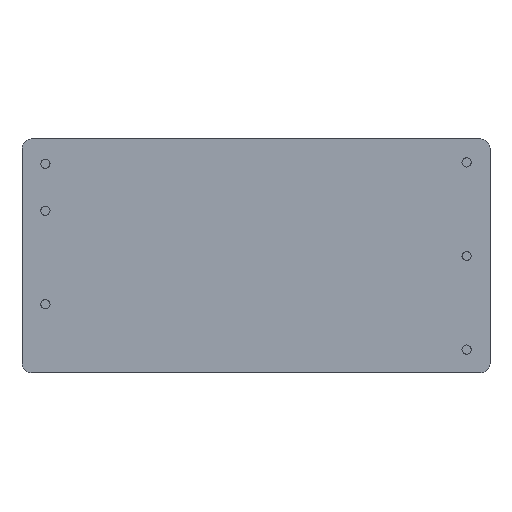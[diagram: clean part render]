
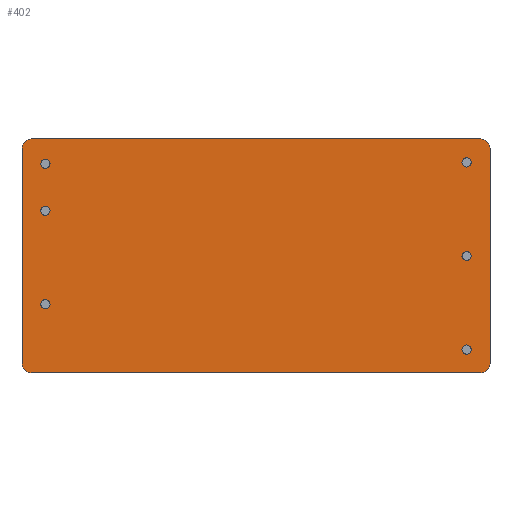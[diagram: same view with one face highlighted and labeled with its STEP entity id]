
A CAD part, front view. The second image highlights one B-rep face of the part: STEP entity #402.
In plain terms, the highlighted planar face has unit normal (0, -1, 0).
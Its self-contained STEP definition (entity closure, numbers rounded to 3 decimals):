
#32=LINE('',#693,#52);
#35=LINE('',#701,#55);
#37=LINE('',#707,#57);
#38=LINE('',#710,#58);
#52=VECTOR('',#576,10.);
#55=VECTOR('',#585,10.);
#57=VECTOR('',#593,10.);
#58=VECTOR('',#598,10.);
#70=PLANE('',#462);
#77=FACE_BOUND('',#149,.T.);
#78=FACE_BOUND('',#150,.T.);
#79=FACE_BOUND('',#151,.T.);
#80=FACE_BOUND('',#152,.T.);
#81=FACE_BOUND('',#153,.T.);
#82=FACE_BOUND('',#154,.T.);
#112=FACE_OUTER_BOUND('',#148,.T.);
#148=EDGE_LOOP('',(#345,#346,#347,#348,#349,#350,#351,#352));
#149=EDGE_LOOP('',(#353));
#150=EDGE_LOOP('',(#354));
#151=EDGE_LOOP('',(#355));
#152=EDGE_LOOP('',(#356));
#153=EDGE_LOOP('',(#357));
#154=EDGE_LOOP('',(#358));
#156=CIRCLE('',#407,0.5);
#158=CIRCLE('',#411,0.5);
#160=CIRCLE('',#415,0.5);
#162=CIRCLE('',#419,0.5);
#164=CIRCLE('',#423,0.5);
#166=CIRCLE('',#427,0.5);
#167=CIRCLE('',#430,1.);
#180=CIRCLE('',#452,1.);
#181=CIRCLE('',#455,1.);
#182=CIRCLE('',#458,1.);
#184=VERTEX_POINT('',#605);
#186=VERTEX_POINT('',#611);
#188=VERTEX_POINT('',#617);
#190=VERTEX_POINT('',#623);
#192=VERTEX_POINT('',#629);
#194=VERTEX_POINT('',#635);
#195=VERTEX_POINT('',#639);
#196=VERTEX_POINT('',#640);
#209=VERTEX_POINT('',#685);
#210=VERTEX_POINT('',#686);
#211=VERTEX_POINT('',#691);
#212=VERTEX_POINT('',#695);
#213=VERTEX_POINT('',#699);
#214=VERTEX_POINT('',#703);
#216=EDGE_CURVE('',#184,#184,#156,.T.);
#218=EDGE_CURVE('',#186,#186,#158,.T.);
#220=EDGE_CURVE('',#188,#188,#160,.T.);
#222=EDGE_CURVE('',#190,#190,#162,.T.);
#224=EDGE_CURVE('',#192,#192,#164,.T.);
#226=EDGE_CURVE('',#194,#194,#166,.T.);
#227=EDGE_CURVE('',#195,#196,#167,.T.);
#250=EDGE_CURVE('',#209,#210,#180,.T.);
#254=EDGE_CURVE('',#210,#211,#32,.T.);
#255=EDGE_CURVE('',#211,#212,#181,.T.);
#258=EDGE_CURVE('',#212,#213,#35,.T.);
#259=EDGE_CURVE('',#213,#214,#182,.T.);
#261=EDGE_CURVE('',#214,#195,#37,.F.);
#262=EDGE_CURVE('',#196,#209,#38,.T.);
#345=ORIENTED_EDGE('',*,*,#227,.F.);
#346=ORIENTED_EDGE('',*,*,#261,.F.);
#347=ORIENTED_EDGE('',*,*,#259,.F.);
#348=ORIENTED_EDGE('',*,*,#258,.F.);
#349=ORIENTED_EDGE('',*,*,#255,.F.);
#350=ORIENTED_EDGE('',*,*,#254,.F.);
#351=ORIENTED_EDGE('',*,*,#250,.F.);
#352=ORIENTED_EDGE('',*,*,#262,.F.);
#353=ORIENTED_EDGE('',*,*,#216,.T.);
#354=ORIENTED_EDGE('',*,*,#218,.T.);
#355=ORIENTED_EDGE('',*,*,#220,.T.);
#356=ORIENTED_EDGE('',*,*,#222,.T.);
#357=ORIENTED_EDGE('',*,*,#224,.T.);
#358=ORIENTED_EDGE('',*,*,#226,.T.);
#402=ADVANCED_FACE('',(#112,#77,#78,#79,#80,#81,#82),#70,.F.);
#407=AXIS2_PLACEMENT_3D('',#606,#469,#470);
#411=AXIS2_PLACEMENT_3D('',#612,#477,#478);
#415=AXIS2_PLACEMENT_3D('',#618,#485,#486);
#419=AXIS2_PLACEMENT_3D('',#624,#493,#494);
#423=AXIS2_PLACEMENT_3D('',#630,#501,#502);
#427=AXIS2_PLACEMENT_3D('',#636,#509,#510);
#430=AXIS2_PLACEMENT_3D('',#641,#515,#516);
#452=AXIS2_PLACEMENT_3D('',#687,#569,#570);
#455=AXIS2_PLACEMENT_3D('',#696,#579,#580);
#458=AXIS2_PLACEMENT_3D('',#704,#588,#589);
#462=AXIS2_PLACEMENT_3D('',#711,#599,#600);
#469=DIRECTION('center_axis',(0.,1.,0.));
#470=DIRECTION('ref_axis',(1.,0.,0.));
#477=DIRECTION('center_axis',(0.,1.,0.));
#478=DIRECTION('ref_axis',(1.,0.,0.));
#485=DIRECTION('center_axis',(0.,1.,0.));
#486=DIRECTION('ref_axis',(1.,0.,0.));
#493=DIRECTION('center_axis',(0.,1.,0.));
#494=DIRECTION('ref_axis',(1.,0.,0.));
#501=DIRECTION('center_axis',(0.,1.,0.));
#502=DIRECTION('ref_axis',(1.,0.,0.));
#509=DIRECTION('center_axis',(0.,1.,0.));
#510=DIRECTION('ref_axis',(1.,0.,0.));
#515=DIRECTION('center_axis',(0.,1.,0.));
#516=DIRECTION('ref_axis',(-0.707,0.,0.707));
#569=DIRECTION('center_axis',(0.,1.,0.));
#570=DIRECTION('ref_axis',(0.707,0.,0.707));
#576=DIRECTION('',(0.,0.,-1.));
#579=DIRECTION('center_axis',(0.,1.,0.));
#580=DIRECTION('ref_axis',(0.707,0.,-0.707));
#585=DIRECTION('',(-1.,0.,0.));
#588=DIRECTION('center_axis',(0.,1.,0.));
#589=DIRECTION('ref_axis',(-0.707,0.,-0.707));
#593=DIRECTION('',(0.,0.,-1.));
#598=DIRECTION('',(1.,0.,0.));
#599=DIRECTION('center_axis',(0.,1.,0.));
#600=DIRECTION('ref_axis',(1.,0.,0.));
#605=CARTESIAN_POINT('',(9.66,0.,10.16));
#606=CARTESIAN_POINT('Origin',(10.16,0.,10.16));
#611=CARTESIAN_POINT('',(-36.06,0.,4.92));
#612=CARTESIAN_POINT('Origin',(-35.56,0.,4.92));
#617=CARTESIAN_POINT('',(-36.06,0.,10.));
#618=CARTESIAN_POINT('Origin',(-35.56,0.,10.));
#623=CARTESIAN_POINT('',(9.66,0.,0.));
#624=CARTESIAN_POINT('Origin',(10.16,0.,0.));
#629=CARTESIAN_POINT('',(-36.06,0.,-5.24));
#630=CARTESIAN_POINT('Origin',(-35.56,0.,-5.24));
#635=CARTESIAN_POINT('',(9.66,0.,-10.16));
#636=CARTESIAN_POINT('Origin',(10.16,0.,-10.16));
#639=CARTESIAN_POINT('',(-38.1,0.,11.7));
#640=CARTESIAN_POINT('',(-37.1,0.,12.7));
#641=CARTESIAN_POINT('Origin',(-37.1,0.,11.7));
#685=CARTESIAN_POINT('',(11.7,0.,12.7));
#686=CARTESIAN_POINT('',(12.7,0.,11.7));
#687=CARTESIAN_POINT('Origin',(11.7,0.,11.7));
#691=CARTESIAN_POINT('',(12.7,0.,-11.7));
#693=CARTESIAN_POINT('',(12.7,0.,12.7));
#695=CARTESIAN_POINT('',(11.7,0.,-12.7));
#696=CARTESIAN_POINT('Origin',(11.7,0.,-11.7));
#699=CARTESIAN_POINT('',(-37.1,0.,-12.7));
#701=CARTESIAN_POINT('',(12.7,0.,-12.7));
#703=CARTESIAN_POINT('',(-38.1,0.,-11.7));
#704=CARTESIAN_POINT('Origin',(-37.1,0.,-11.7));
#707=CARTESIAN_POINT('',(-38.1,0.,-6.35));
#710=CARTESIAN_POINT('',(-12.7,0.,12.7));
#711=CARTESIAN_POINT('Origin',(0.,0.,0.));
